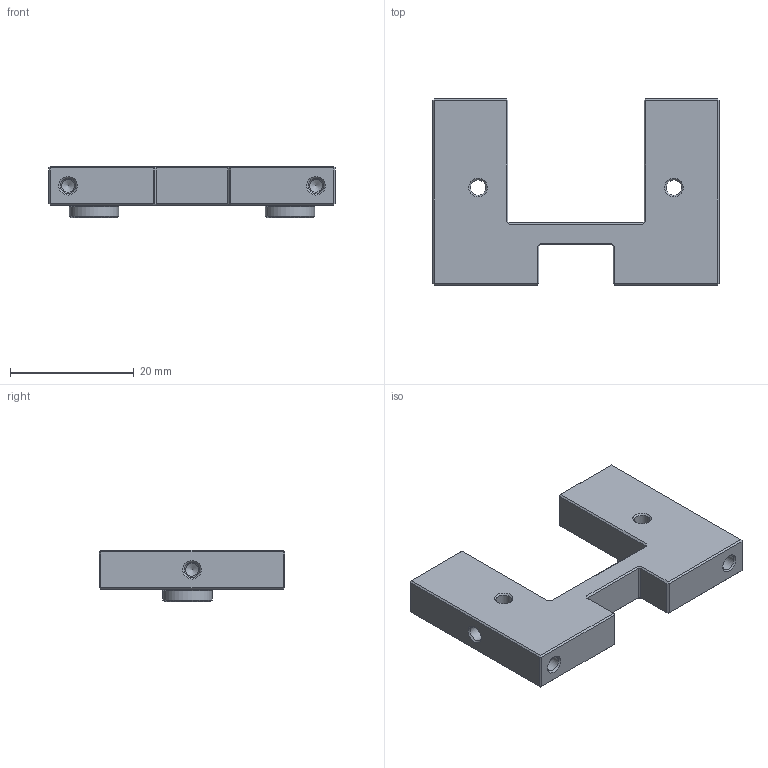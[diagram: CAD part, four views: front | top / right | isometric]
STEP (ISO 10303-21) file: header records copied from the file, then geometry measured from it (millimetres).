
FILE_DESCRIPTION(('FreeCAD Model'),'2;1');
FILE_NAME('Open CASCADE Shape Model','2024-08-20T21:33:20',(''),(''), 'Open CASCADE STEP processor 7.7','FreeCAD','Unknown');
FILE_SCHEMA(('AUTOMOTIVE_DESIGN { 1 0 10303 214 1 1 1 1 }'));
Length unit declared in the file: millimetre
Products named in the file (1): bottom-plate
Bounding box: 46.25 x 30 x 8.25 mm (x, y, z)
Volume: 5296.7 mm3; surface area: 3515.7 mm2
Topology: 1 solids, 1 shells, 114 faces, 238 edges, 128 vertices
Faces by surface type: plane 76, cone 20, cylinder 12, bspline 6
Full cylindrical faces by diameter (mm): 2.5 x10, 8 x2
Entity records: 3098 total; most frequent: CARTESIAN_POINT 751, ORIENTED_EDGE 464, DIRECTION 462, EDGE_CURVE 232, LINE 184, VECTOR 184, AXIS2_PLACEMENT_3D 139, VERTEX_POINT 128
